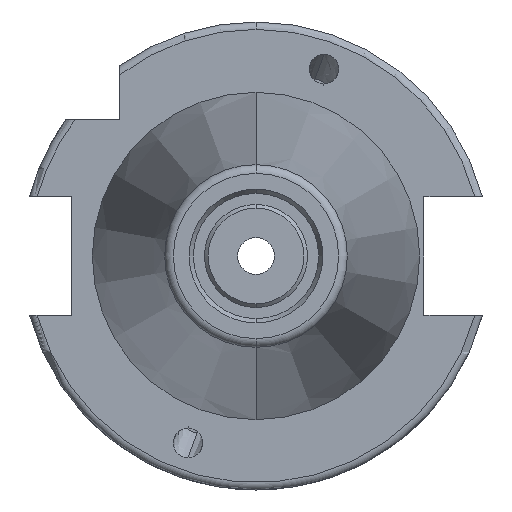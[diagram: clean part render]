
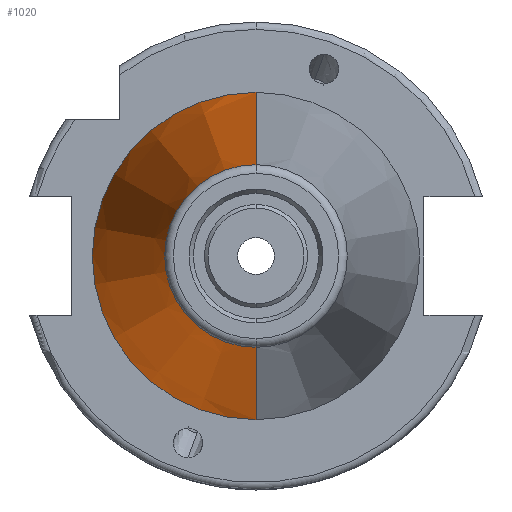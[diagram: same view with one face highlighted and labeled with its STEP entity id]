
A CAD part, left-side view. The second image highlights one B-rep face of the part: STEP entity #1020.
In plain terms, the highlighted conical face has half-angle 8.297 degrees and reference radius 22.225 mm.
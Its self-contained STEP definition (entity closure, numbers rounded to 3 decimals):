
#173 = CARTESIAN_POINT ( 'NONE',  ( -67.373, -12.4, 0. ) ) ;
#237 = DIRECTION ( 'NONE',  ( 1., 0., 0. ) ) ;
#1020 = ADVANCED_FACE ( 'NONE', ( #1331 ), #1241, .T. ) ;
#1055 = VERTEX_POINT ( 'NONE', #2092 ) ;
#1081 = AXIS2_PLACEMENT_3D ( 'NONE', #4750, #4766, #4774 ) ;
#1083 = AXIS2_PLACEMENT_3D ( 'NONE', #4682, #4694, #4709 ) ;
#1241 = CONICAL_SURFACE ( 'NONE', #2652, 22.225, 0.145 ) ;
#1331 = FACE_OUTER_BOUND ( 'NONE', #7149, .T. ) ;
#1411 = CARTESIAN_POINT ( 'NONE',  ( 0., 0., 0. ) ) ;
#1494 = LINE ( 'NONE', #4744, #2653 ) ;
#2092 = CARTESIAN_POINT ( 'NONE',  ( 0., -22.225, 0. ) ) ;
#2353 = VERTEX_POINT ( 'NONE', #4058 ) ;
#2652 = AXIS2_PLACEMENT_3D ( 'NONE', #1411, #237, #6946 ) ;
#2653 = VECTOR ( 'NONE', #4666, 1000. ) ;
#3320 = VERTEX_POINT ( 'NONE', #173 ) ;
#4058 = CARTESIAN_POINT ( 'NONE',  ( 0., 22.225, 0. ) ) ;
#4666 = DIRECTION ( 'NONE',  ( 0.99, -0.144, 0. ) ) ;
#4682 = CARTESIAN_POINT ( 'NONE',  ( 0., 0., 0. ) ) ;
#4694 = DIRECTION ( 'NONE',  ( -1., 0., 0. ) ) ;
#4709 = DIRECTION ( 'NONE',  ( 0., -1., 0. ) ) ;
#4744 = CARTESIAN_POINT ( 'NONE',  ( 0., -22.225, 0. ) ) ;
#4750 = CARTESIAN_POINT ( 'NONE',  ( -67.373, 0., 0. ) ) ;
#4766 = DIRECTION ( 'NONE',  ( -1., 0., 0. ) ) ;
#4774 = DIRECTION ( 'NONE',  ( 0., -1., 0. ) ) ;
#4782 = CARTESIAN_POINT ( 'NONE',  ( 0., 22.225, 0. ) ) ;
#4802 = DIRECTION ( 'NONE',  ( 0.99, 0.144, 0. ) ) ;
#5194 = EDGE_CURVE ( 'NONE', #1055, #2353, #7545, .T. ) ;
#5216 = EDGE_CURVE ( 'NONE', #3320, #7290, #7318, .T. ) ;
#5219 = EDGE_CURVE ( 'NONE', #3320, #1055, #1494, .T. ) ;
#5220 = EDGE_CURVE ( 'NONE', #7290, #2353, #7515, .T. ) ;
#5449 = ORIENTED_EDGE ( 'NONE', *, *, #5220, .F. ) ;
#5569 = ORIENTED_EDGE ( 'NONE', *, *, #5194, .T. ) ;
#5791 = ORIENTED_EDGE ( 'NONE', *, *, #5219, .T. ) ;
#5938 = ORIENTED_EDGE ( 'NONE', *, *, #5216, .F. ) ;
#6451 = CARTESIAN_POINT ( 'NONE',  ( -67.373, 12.4, 0. ) ) ;
#6946 = DIRECTION ( 'NONE',  ( 0., 1., 0. ) ) ;
#7149 = EDGE_LOOP ( 'NONE', ( #5938, #5791, #5569, #5449 ) ) ;
#7290 = VERTEX_POINT ( 'NONE', #6451 ) ;
#7318 = CIRCLE ( 'NONE', #1081, 12.4 ) ;
#7361 = VECTOR ( 'NONE', #4802, 1000. ) ;
#7515 = LINE ( 'NONE', #4782, #7361 ) ;
#7545 = CIRCLE ( 'NONE', #1083, 22.225 ) ;
